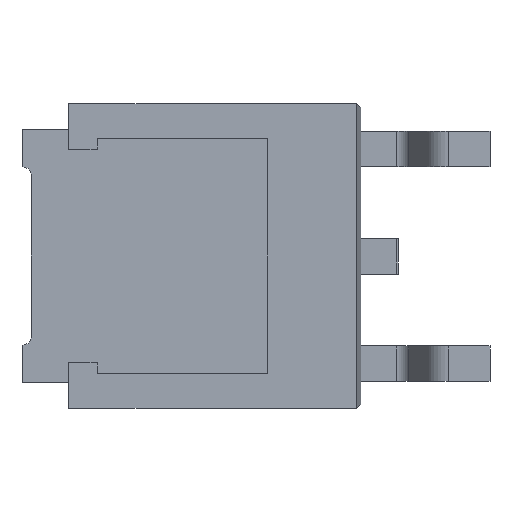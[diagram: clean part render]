
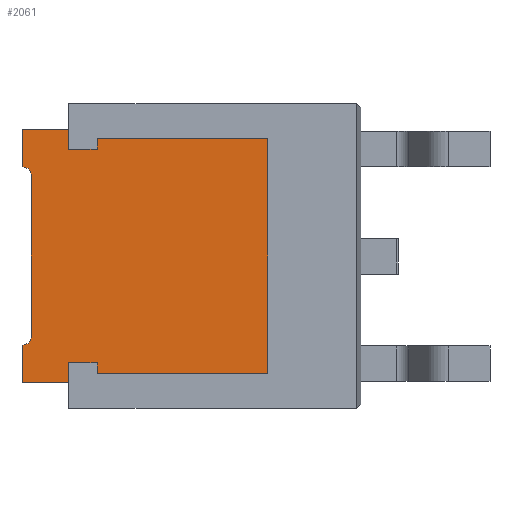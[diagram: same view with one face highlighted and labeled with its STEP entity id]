
A CAD part, left-side view. The second image highlights one B-rep face of the part: STEP entity #2061.
In plain terms, the highlighted planar face has unit normal (-1, 0, 0).
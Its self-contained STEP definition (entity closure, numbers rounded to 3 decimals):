
#18 = DIRECTION ( 'NONE',  ( 0., 1., 0. ) ) ;
#34 = LINE ( 'NONE', #1456, #1996 ) ;
#42 = EDGE_CURVE ( 'NONE', #2179, #689, #1875, .T. ) ;
#50 = EDGE_CURVE ( 'NONE', #1299, #1970, #58, .T. ) ;
#52 = EDGE_CURVE ( 'NONE', #157, #1066, #817, .T. ) ;
#58 = LINE ( 'NONE', #1065, #1788 ) ;
#59 = VERTEX_POINT ( 'NONE', #2129 ) ;
#111 = EDGE_CURVE ( 'NONE', #714, #2042, #1424, .T. ) ;
#124 = ORIENTED_EDGE ( 'NONE', *, *, #52, .T. ) ;
#140 = VECTOR ( 'NONE', #2158, 1000. ) ;
#157 = VERTEX_POINT ( 'NONE', #1992 ) ;
#160 = EDGE_CURVE ( 'NONE', #689, #1265, #2055, .T. ) ;
#163 = CARTESIAN_POINT ( 'NONE',  ( -0.9, 7.22, 1.9 ) ) ;
#185 = VERTEX_POINT ( 'NONE', #2353 ) ;
#206 = CIRCLE ( 'NONE', #1867, 0.19 ) ;
#212 = ORIENTED_EDGE ( 'NONE', *, *, #364, .T. ) ;
#244 = ORIENTED_EDGE ( 'NONE', *, *, #42, .T. ) ;
#295 = EDGE_CURVE ( 'NONE', #1970, #2066, #762, .T. ) ;
#341 = CARTESIAN_POINT ( 'NONE',  ( -0.9, 7.02, 1.71 ) ) ;
#345 = CARTESIAN_POINT ( 'NONE',  ( -0.9, 6.22, 2.7 ) ) ;
#364 = EDGE_CURVE ( 'NONE', #1102, #714, #560, .T. ) ;
#375 = ORIENTED_EDGE ( 'NONE', *, *, #160, .T. ) ;
#385 = AXIS2_PLACEMENT_3D ( 'NONE', #829, #1019, #1356 ) ;
#391 = VECTOR ( 'NONE', #722, 1000. ) ;
#398 = ORIENTED_EDGE ( 'NONE', *, *, #1329, .T. ) ;
#459 = CARTESIAN_POINT ( 'NONE',  ( -0.9, 7.22, 2.7 ) ) ;
#471 = ORIENTED_EDGE ( 'NONE', *, *, #2306, .T. ) ;
#491 = DIRECTION ( 'NONE',  ( 0., 0., 1. ) ) ;
#513 = CARTESIAN_POINT ( 'NONE',  ( -0.9, 7.22, -2.7 ) ) ;
#522 = CARTESIAN_POINT ( 'NONE',  ( -0.9, 6.22, -2.28 ) ) ;
#551 = EDGE_CURVE ( 'NONE', #1320, #2179, #1842, .T. ) ;
#554 = DIRECTION ( 'NONE',  ( 0., 0., -1. ) ) ;
#559 = CARTESIAN_POINT ( 'NONE',  ( -0.9, 5.62, 2.5 ) ) ;
#560 = LINE ( 'NONE', #1303, #1388 ) ;
#590 = EDGE_CURVE ( 'NONE', #1066, #1320, #1928, .T. ) ;
#601 = ORIENTED_EDGE ( 'NONE', *, *, #1747, .T. ) ;
#652 = LINE ( 'NONE', #2001, #1972 ) ;
#689 = VERTEX_POINT ( 'NONE', #1411 ) ;
#692 = LINE ( 'NONE', #1605, #1472 ) ;
#714 = VERTEX_POINT ( 'NONE', #1072 ) ;
#720 = DIRECTION ( 'NONE',  ( 0., 0., -1. ) ) ;
#722 = DIRECTION ( 'NONE',  ( 0., 0., -1. ) ) ;
#746 = CARTESIAN_POINT ( 'NONE',  ( -0.9, 5.62, -2.28 ) ) ;
#762 = LINE ( 'NONE', #1121, #1116 ) ;
#779 = EDGE_CURVE ( 'NONE', #931, #1299, #1748, .T. ) ;
#814 = CARTESIAN_POINT ( 'NONE',  ( -0.9, 6.22, 2.7 ) ) ;
#817 = LINE ( 'NONE', #1765, #1261 ) ;
#824 = VERTEX_POINT ( 'NONE', #1795 ) ;
#829 = CARTESIAN_POINT ( 'NONE',  ( -0.9, 7.21, 1.71 ) ) ;
#845 = VECTOR ( 'NONE', #1032, 1000. ) ;
#868 = CARTESIAN_POINT ( 'NONE',  ( -0.9, 7.21, -1.71 ) ) ;
#882 = LINE ( 'NONE', #559, #1119 ) ;
#886 = VERTEX_POINT ( 'NONE', #2295 ) ;
#905 = CARTESIAN_POINT ( 'NONE',  ( -0.9, 7.21, 1.71 ) ) ;
#930 = VERTEX_POINT ( 'NONE', #1769 ) ;
#931 = VERTEX_POINT ( 'NONE', #1950 ) ;
#949 = DIRECTION ( 'NONE',  ( 0., 0., -1. ) ) ;
#992 = CARTESIAN_POINT ( 'NONE',  ( -0.9, 5.62, -2.5 ) ) ;
#1007 = EDGE_LOOP ( 'NONE', ( #1370, #2350, #1646, #2212, #2119, #1642, #398, #1064, #124, #1470, #1350, #244, #375, #471, #1544, #212, #1123, #601 ) ) ;
#1019 = DIRECTION ( 'NONE',  ( 1., 0., 0. ) ) ;
#1032 = DIRECTION ( 'NONE',  ( 0., 0., -1. ) ) ;
#1052 = VECTOR ( 'NONE', #1807, 1000. ) ;
#1053 = CARTESIAN_POINT ( 'NONE',  ( -0.9, 6.22, -2.7 ) ) ;
#1064 = ORIENTED_EDGE ( 'NONE', *, *, #1835, .T. ) ;
#1065 = CARTESIAN_POINT ( 'NONE',  ( -0.9, 6.22, -2.28 ) ) ;
#1066 = VERTEX_POINT ( 'NONE', #345 ) ;
#1072 = CARTESIAN_POINT ( 'NONE',  ( -0.9, 7.22, -1.9 ) ) ;
#1075 = LINE ( 'NONE', #1623, #1130 ) ;
#1087 = CARTESIAN_POINT ( 'NONE',  ( -0.9, 1.98, 2.5 ) ) ;
#1089 = DIRECTION ( 'NONE',  ( 0., 0., -1. ) ) ;
#1102 = VERTEX_POINT ( 'NONE', #1297 ) ;
#1116 = VECTOR ( 'NONE', #949, 1000. ) ;
#1119 = VECTOR ( 'NONE', #1838, 1000. ) ;
#1121 = CARTESIAN_POINT ( 'NONE',  ( -0.9, 5.62, -2.28 ) ) ;
#1123 = ORIENTED_EDGE ( 'NONE', *, *, #111, .T. ) ;
#1125 = EDGE_CURVE ( 'NONE', #930, #824, #882, .T. ) ;
#1130 = VECTOR ( 'NONE', #18, 1000. ) ;
#1139 = VECTOR ( 'NONE', #1543, 1000. ) ;
#1175 = DIRECTION ( 'NONE',  ( 0., -1., 0. ) ) ;
#1261 = VECTOR ( 'NONE', #491, 1000. ) ;
#1265 = VERTEX_POINT ( 'NONE', #341 ) ;
#1297 = CARTESIAN_POINT ( 'NONE',  ( -0.9, 7.21, -1.9 ) ) ;
#1299 = VERTEX_POINT ( 'NONE', #522 ) ;
#1303 = CARTESIAN_POINT ( 'NONE',  ( -0.9, 7.22, -1.9 ) ) ;
#1305 = EDGE_CURVE ( 'NONE', #185, #930, #1682, .T. ) ;
#1320 = VERTEX_POINT ( 'NONE', #1983 ) ;
#1329 = EDGE_CURVE ( 'NONE', #824, #59, #34, .T. ) ;
#1350 = ORIENTED_EDGE ( 'NONE', *, *, #551, .T. ) ;
#1356 = DIRECTION ( 'NONE',  ( 0., 0., -1. ) ) ;
#1362 = VECTOR ( 'NONE', #2333, 1000. ) ;
#1370 = ORIENTED_EDGE ( 'NONE', *, *, #779, .T. ) ;
#1388 = VECTOR ( 'NONE', #1482, 1000. ) ;
#1411 = CARTESIAN_POINT ( 'NONE',  ( -0.9, 7.21, 1.9 ) ) ;
#1418 = LINE ( 'NONE', #2271, #1593 ) ;
#1422 = CARTESIAN_POINT ( 'NONE',  ( -0.9, 7.22, 1.9 ) ) ;
#1424 = LINE ( 'NONE', #513, #391 ) ;
#1456 = CARTESIAN_POINT ( 'NONE',  ( -0.9, 5.62, 2.28 ) ) ;
#1470 = ORIENTED_EDGE ( 'NONE', *, *, #590, .T. ) ;
#1472 = VECTOR ( 'NONE', #2329, 1000. ) ;
#1482 = DIRECTION ( 'NONE',  ( 0., 1., 0. ) ) ;
#1543 = DIRECTION ( 'NONE',  ( 0., 1., 0. ) ) ;
#1544 = ORIENTED_EDGE ( 'NONE', *, *, #1722, .T. ) ;
#1551 = EDGE_CURVE ( 'NONE', #2066, #185, #1418, .T. ) ;
#1571 = PLANE ( 'NONE',  #385 ) ;
#1585 = DIRECTION ( 'NONE',  ( 1., 0., 0. ) ) ;
#1593 = VECTOR ( 'NONE', #1175, 1000. ) ;
#1605 = CARTESIAN_POINT ( 'NONE',  ( -0.9, 6.22, -2.7 ) ) ;
#1623 = CARTESIAN_POINT ( 'NONE',  ( -0.9, 6.22, 2.28 ) ) ;
#1642 = ORIENTED_EDGE ( 'NONE', *, *, #1125, .T. ) ;
#1646 = ORIENTED_EDGE ( 'NONE', *, *, #295, .T. ) ;
#1682 = LINE ( 'NONE', #1087, #140 ) ;
#1722 = EDGE_CURVE ( 'NONE', #886, #1102, #206, .T. ) ;
#1747 = EDGE_CURVE ( 'NONE', #2042, #931, #692, .T. ) ;
#1748 = LINE ( 'NONE', #1053, #1052 ) ;
#1765 = CARTESIAN_POINT ( 'NONE',  ( -0.9, 6.22, 2.7 ) ) ;
#1769 = CARTESIAN_POINT ( 'NONE',  ( -0.9, 1.98, 2.5 ) ) ;
#1788 = VECTOR ( 'NONE', #1955, 1000. ) ;
#1795 = CARTESIAN_POINT ( 'NONE',  ( -0.9, 5.62, 2.5 ) ) ;
#1807 = DIRECTION ( 'NONE',  ( 0., 0., 1. ) ) ;
#1835 = EDGE_CURVE ( 'NONE', #59, #157, #1075, .T. ) ;
#1838 = DIRECTION ( 'NONE',  ( 0., 1., 0. ) ) ;
#1842 = LINE ( 'NONE', #459, #845 ) ;
#1867 = AXIS2_PLACEMENT_3D ( 'NONE', #868, #1585, #2301 ) ;
#1875 = LINE ( 'NONE', #1422, #1362 ) ;
#1928 = LINE ( 'NONE', #814, #1139 ) ;
#1946 = FACE_OUTER_BOUND ( 'NONE', #1007, .T. ) ;
#1950 = CARTESIAN_POINT ( 'NONE',  ( -0.9, 6.22, -2.7 ) ) ;
#1955 = DIRECTION ( 'NONE',  ( 0., -1., 0. ) ) ;
#1970 = VERTEX_POINT ( 'NONE', #746 ) ;
#1972 = VECTOR ( 'NONE', #554, 1000. ) ;
#1976 = AXIS2_PLACEMENT_3D ( 'NONE', #905, #2176, #1089 ) ;
#1983 = CARTESIAN_POINT ( 'NONE',  ( -0.9, 7.22, 2.7 ) ) ;
#1992 = CARTESIAN_POINT ( 'NONE',  ( -0.9, 6.22, 2.28 ) ) ;
#1996 = VECTOR ( 'NONE', #720, 1000. ) ;
#2001 = CARTESIAN_POINT ( 'NONE',  ( -0.9, 7.02, -1.71 ) ) ;
#2042 = VERTEX_POINT ( 'NONE', #2098 ) ;
#2055 = CIRCLE ( 'NONE', #1976, 0.19 ) ;
#2061 = ADVANCED_FACE ( 'NONE', ( #1946 ), #1571, .F. ) ;
#2066 = VERTEX_POINT ( 'NONE', #992 ) ;
#2098 = CARTESIAN_POINT ( 'NONE',  ( -0.9, 7.22, -2.7 ) ) ;
#2119 = ORIENTED_EDGE ( 'NONE', *, *, #1305, .T. ) ;
#2129 = CARTESIAN_POINT ( 'NONE',  ( -0.9, 5.62, 2.28 ) ) ;
#2158 = DIRECTION ( 'NONE',  ( 0., 0., 1. ) ) ;
#2176 = DIRECTION ( 'NONE',  ( 1., 0., 0. ) ) ;
#2179 = VERTEX_POINT ( 'NONE', #163 ) ;
#2212 = ORIENTED_EDGE ( 'NONE', *, *, #1551, .T. ) ;
#2271 = CARTESIAN_POINT ( 'NONE',  ( -0.9, 5.62, -2.5 ) ) ;
#2295 = CARTESIAN_POINT ( 'NONE',  ( -0.9, 7.02, -1.71 ) ) ;
#2301 = DIRECTION ( 'NONE',  ( 0., 0., 1. ) ) ;
#2306 = EDGE_CURVE ( 'NONE', #1265, #886, #652, .T. ) ;
#2329 = DIRECTION ( 'NONE',  ( 0., -1., 0. ) ) ;
#2333 = DIRECTION ( 'NONE',  ( 0., -1., 0. ) ) ;
#2350 = ORIENTED_EDGE ( 'NONE', *, *, #50, .T. ) ;
#2353 = CARTESIAN_POINT ( 'NONE',  ( -0.9, 1.98, -2.5 ) ) ;
